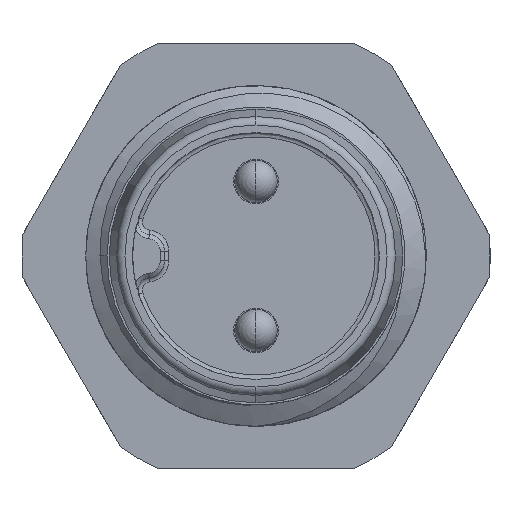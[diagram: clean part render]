
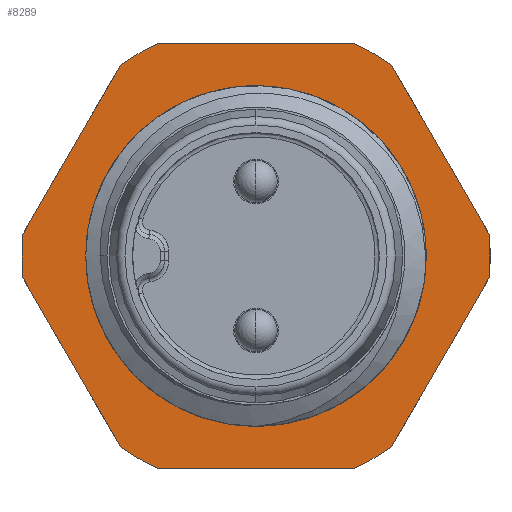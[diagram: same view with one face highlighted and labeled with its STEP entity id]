
A CAD part, left-side view. The second image highlights one B-rep face of the part: STEP entity #8289.
In plain terms, the highlighted planar face has unit normal (-1, 0, 0).
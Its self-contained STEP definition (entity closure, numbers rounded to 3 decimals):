
#3250=CARTESIAN_POINT('',(6.5,0.,0.));
#3251=DIRECTION('',(1.,0.,0.));
#3252=DIRECTION('',(0.,0.,-1.));
#3253=AXIS2_PLACEMENT_3D('',#3250,#3251,#3252);
#3595=CARTESIAN_POINT('',(6.5,0.,0.));
#3596=DIRECTION('',(1.,0.,0.));
#3597=DIRECTION('',(0.,1.,0.));
#3598=AXIS2_PLACEMENT_3D('',#3595,#3596,#3597);
#3693=CARTESIAN_POINT('',(6.5,0.,0.));
#3694=DIRECTION('',(1.,0.,0.));
#3695=DIRECTION('',(0.,0.996,-0.094));
#3696=AXIS2_PLACEMENT_3D('',#3693,#3694,#3695);
#3698=DIRECTION('',(0.,-0.5,0.866));
#3699=VECTOR('',#3698,4.583);
#3700=CARTESIAN_POINT('',(6.5,5.476,0.516));
#3701=LINE('',#3700,#3699);
#3702=CARTESIAN_POINT('',(6.5,0.,0.));
#3703=DIRECTION('',(1.,0.,0.));
#3704=DIRECTION('',(0.,0.579,0.815));
#3705=AXIS2_PLACEMENT_3D('',#3702,#3703,#3704);
#3707=DIRECTION('',(0.,-1.,0.));
#3708=VECTOR('',#3707,4.583);
#3709=CARTESIAN_POINT('',(6.5,2.291,5.));
#3710=LINE('',#3709,#3708);
#3711=CARTESIAN_POINT('',(6.5,0.,0.));
#3712=DIRECTION('',(1.,0.,0.));
#3713=DIRECTION('',(0.,-0.417,0.909));
#3714=AXIS2_PLACEMENT_3D('',#3711,#3712,#3713);
#3716=DIRECTION('',(0.,-0.5,-0.866));
#3717=VECTOR('',#3716,4.583);
#3718=CARTESIAN_POINT('',(6.5,-3.184,4.484));
#3719=LINE('',#3718,#3717);
#3720=CARTESIAN_POINT('',(6.5,0.,0.));
#3721=DIRECTION('',(1.,0.,0.));
#3722=DIRECTION('',(0.,-0.996,0.094));
#3723=AXIS2_PLACEMENT_3D('',#3720,#3721,#3722);
#3725=DIRECTION('',(0.,0.5,-0.866));
#3726=VECTOR('',#3725,4.583);
#3727=CARTESIAN_POINT('',(6.5,-5.476,-0.516));
#3728=LINE('',#3727,#3726);
#3729=CARTESIAN_POINT('',(6.5,0.,0.));
#3730=DIRECTION('',(1.,0.,0.));
#3731=DIRECTION('',(0.,-0.579,-0.815));
#3732=AXIS2_PLACEMENT_3D('',#3729,#3730,#3731);
#3734=DIRECTION('',(0.,1.,0.));
#3735=VECTOR('',#3734,4.583);
#3736=CARTESIAN_POINT('',(6.5,-2.291,-5.));
#3737=LINE('',#3736,#3735);
#3738=CARTESIAN_POINT('',(6.5,0.,0.));
#3739=DIRECTION('',(1.,0.,0.));
#3740=DIRECTION('',(0.,0.417,-0.909));
#3741=AXIS2_PLACEMENT_3D('',#3738,#3739,#3740);
#3743=DIRECTION('',(0.,0.5,0.866));
#3744=VECTOR('',#3743,4.583);
#3745=CARTESIAN_POINT('',(6.5,3.184,-4.484));
#3746=LINE('',#3745,#3744);
#7238=CARTESIAN_POINT('',(6.5,5.476,-0.516));
#7239=CARTESIAN_POINT('',(6.5,5.476,0.516));
#7240=VERTEX_POINT('',#7238);
#7241=VERTEX_POINT('',#7239);
#7242=CARTESIAN_POINT('',(6.5,3.184,4.484));
#7243=VERTEX_POINT('',#7242);
#7244=CARTESIAN_POINT('',(6.5,2.291,5.));
#7245=VERTEX_POINT('',#7244);
#7246=CARTESIAN_POINT('',(6.5,-2.291,5.));
#7247=VERTEX_POINT('',#7246);
#7248=CARTESIAN_POINT('',(6.5,-3.184,4.484));
#7249=VERTEX_POINT('',#7248);
#7250=CARTESIAN_POINT('',(6.5,-5.476,0.516));
#7251=VERTEX_POINT('',#7250);
#7252=CARTESIAN_POINT('',(6.5,-5.476,-0.516));
#7253=VERTEX_POINT('',#7252);
#7254=CARTESIAN_POINT('',(6.5,-3.184,-4.484));
#7255=VERTEX_POINT('',#7254);
#7256=CARTESIAN_POINT('',(6.5,-2.291,-5.));
#7257=VERTEX_POINT('',#7256);
#7258=CARTESIAN_POINT('',(6.5,2.291,-5.));
#7259=VERTEX_POINT('',#7258);
#7260=CARTESIAN_POINT('',(6.5,3.184,-4.484));
#7261=VERTEX_POINT('',#7260);
#7267=CARTESIAN_POINT('',(6.5,0.,-4.));
#7269=VERTEX_POINT('',#7267);
#7284=CARTESIAN_POINT('',(6.5,4.,0.));
#7285=VERTEX_POINT('',#7284);
#8254=CARTESIAN_POINT('',(6.5,0.,0.));
#8255=DIRECTION('',(1.,0.,0.));
#8256=DIRECTION('',(0.,0.,-1.));
#8257=AXIS2_PLACEMENT_3D('',#8254,#8255,#8256);
#8258=PLANE('',#8257);
#8260=ORIENTED_EDGE('',*,*,#8259,.T.);
#8262=ORIENTED_EDGE('',*,*,#8261,.T.);
#8264=ORIENTED_EDGE('',*,*,#8263,.T.);
#8266=ORIENTED_EDGE('',*,*,#8265,.T.);
#8268=ORIENTED_EDGE('',*,*,#8267,.T.);
#8270=ORIENTED_EDGE('',*,*,#8269,.T.);
#8272=ORIENTED_EDGE('',*,*,#8271,.T.);
#8274=ORIENTED_EDGE('',*,*,#8273,.T.);
#8276=ORIENTED_EDGE('',*,*,#8275,.T.);
#8278=ORIENTED_EDGE('',*,*,#8277,.T.);
#8280=ORIENTED_EDGE('',*,*,#8279,.T.);
#8282=ORIENTED_EDGE('',*,*,#8281,.T.);
#8283=EDGE_LOOP('',(#8260,#8262,#8264,#8266,#8268,#8270,#8272,#8274,#8276,#8278,
#8280,#8282));
#8284=FACE_OUTER_BOUND('',#8283,.F.);
#8285=ORIENTED_EDGE('',*,*,#8235,.F.);
#8286=ORIENTED_EDGE('',*,*,#7856,.F.);
#8287=EDGE_LOOP('',(#8285,#8286));
#8288=FACE_BOUND('',#8287,.F.);
#3254=CIRCLE('',#3253,4.);
#3599=CIRCLE('',#3598,4.);
#3697=CIRCLE('',#3696,5.5);
#3706=CIRCLE('',#3705,5.5);
#3715=CIRCLE('',#3714,5.5);
#3724=CIRCLE('',#3723,5.5);
#3733=CIRCLE('',#3732,5.5);
#3742=CIRCLE('',#3741,5.5);
#7856=EDGE_CURVE('',#7269,#7285,#3254,.T.);
#8235=EDGE_CURVE('',#7285,#7269,#3599,.T.);
#8259=EDGE_CURVE('',#7240,#7241,#3697,.T.);
#8261=EDGE_CURVE('',#7241,#7243,#3701,.T.);
#8263=EDGE_CURVE('',#7243,#7245,#3706,.T.);
#8265=EDGE_CURVE('',#7245,#7247,#3710,.T.);
#8267=EDGE_CURVE('',#7247,#7249,#3715,.T.);
#8269=EDGE_CURVE('',#7249,#7251,#3719,.T.);
#8271=EDGE_CURVE('',#7251,#7253,#3724,.T.);
#8273=EDGE_CURVE('',#7253,#7255,#3728,.T.);
#8275=EDGE_CURVE('',#7255,#7257,#3733,.T.);
#8277=EDGE_CURVE('',#7257,#7259,#3737,.T.);
#8279=EDGE_CURVE('',#7259,#7261,#3742,.T.);
#8281=EDGE_CURVE('',#7261,#7240,#3746,.T.);
#8289=ADVANCED_FACE('',(#8284,#8288),#8258,.F.);
